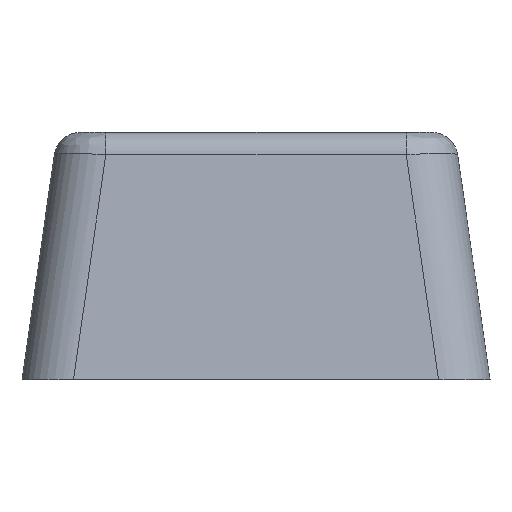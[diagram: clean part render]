
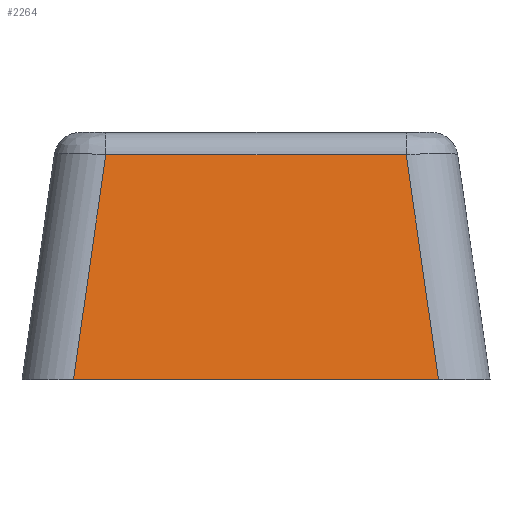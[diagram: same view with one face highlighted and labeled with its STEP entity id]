
A CAD part, left-side view. The second image highlights one B-rep face of the part: STEP entity #2264.
In plain terms, the highlighted planar face has unit normal (-0.99, 0, 0.142).
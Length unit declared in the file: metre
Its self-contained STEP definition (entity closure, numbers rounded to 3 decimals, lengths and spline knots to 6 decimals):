
#215=LINE('',#3356,#444);
#222=LINE('',#3384,#451);
#223=LINE('',#3386,#452);
#224=LINE('',#3388,#453);
#444=VECTOR('',#2657,1.);
#451=VECTOR('',#2680,1.);
#452=VECTOR('',#2681,1.);
#453=VECTOR('',#2682,1.);
#740=ORIENTED_EDGE('',*,*,#1416,.T.);
#741=ORIENTED_EDGE('',*,*,#1430,.T.);
#742=ORIENTED_EDGE('',*,*,#1431,.T.);
#743=ORIENTED_EDGE('',*,*,#1432,.T.);
#1416=EDGE_CURVE('',#1762,#1761,#215,.T.);
#1430=EDGE_CURVE('',#1761,#1775,#222,.T.);
#1431=EDGE_CURVE('',#1775,#1776,#223,.F.);
#1432=EDGE_CURVE('',#1776,#1762,#224,.F.);
#1761=VERTEX_POINT('',#3355);
#1762=VERTEX_POINT('',#3357);
#1775=VERTEX_POINT('',#3385);
#1776=VERTEX_POINT('',#3387);
#1921=EDGE_LOOP('',(#740,#741,#742,#743));
#2062=FACE_BOUND('',#1921,.T.);
#2194=PLANE('',#2437);
#2264=ADVANCED_FACE('',(#2062),#2194,.T.);
#2437=AXIS2_PLACEMENT_3D('',#3383,#2678,#2679);
#2657=DIRECTION('',(0.,-1.,0.));
#2678=DIRECTION('',(-0.99,0.,0.142));
#2679=DIRECTION('',(0.142,0.,0.99));
#2680=DIRECTION('',(0.141,0.141,0.98));
#2681=DIRECTION('',(0.,-1.,0.));
#2682=DIRECTION('',(0.141,-0.141,0.98));
#3355=CARTESIAN_POINT('',(0.093,-0.03602,0.));
#3356=CARTESIAN_POINT('',(0.093,-0.029,0.));
#3357=CARTESIAN_POINT('',(0.093,-0.02198,0.));
#3383=CARTESIAN_POINT('',(0.093,-0.038,0.));
#3384=CARTESIAN_POINT('',(0.092961,-0.03606,-0.000273));
#3385=CARTESIAN_POINT('',(0.094243,-0.034777,0.008642));
#3386=CARTESIAN_POINT('',(0.094243,-0.038,0.008642));
#3387=CARTESIAN_POINT('',(0.094243,-0.023223,0.008642));
#3388=CARTESIAN_POINT('',(0.093318,-0.022298,0.002213));
